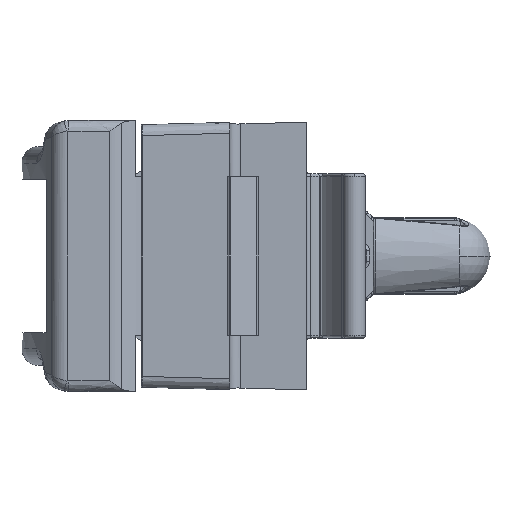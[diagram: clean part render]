
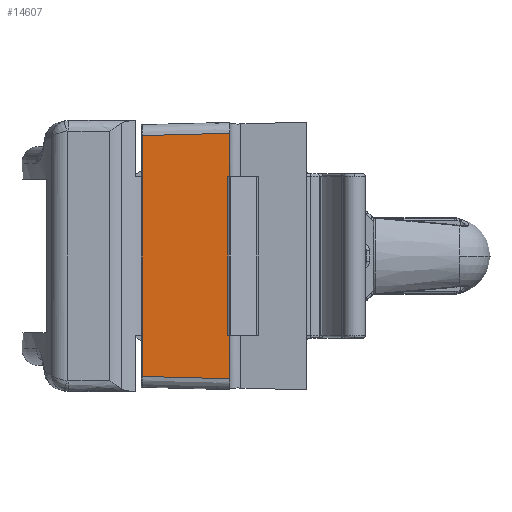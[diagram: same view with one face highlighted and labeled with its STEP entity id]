
A CAD part, left-side view. The second image highlights one B-rep face of the part: STEP entity #14607.
In plain terms, the highlighted planar face has unit normal (-1, 0, 0).
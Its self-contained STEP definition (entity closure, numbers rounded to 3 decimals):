
#488 = FACE_OUTER_BOUND ( 'NONE', #12915, .T. ) ;
#2806 = CARTESIAN_POINT ( 'NONE',  ( -20., 33.285, 10. ) ) ;
#2810 = PLANE ( 'NONE',  #3332 ) ;
#2812 = DIRECTION ( 'NONE',  ( -1., 0., 0. ) ) ;
#2813 = DIRECTION ( 'NONE',  ( 0., -1., 0. ) ) ;
#3332 = AXIS2_PLACEMENT_3D ( 'NONE', #2806, #2812, #2813 ) ;
#6101 = LINE ( 'NONE', #6635, #6117 ) ;
#6112 = LINE ( 'NONE', #6632, #6115 ) ;
#6114 = LINE ( 'NONE', #6646, #6119 ) ;
#6115 = VECTOR ( 'NONE', #6633, 1000. ) ;
#6117 = VECTOR ( 'NONE', #6645, 1000. ) ;
#6118 = LINE ( 'NONE', #6648, #6121 ) ;
#6119 = VECTOR ( 'NONE', #6647, 1000. ) ;
#6121 = VECTOR ( 'NONE', #6649, 1000. ) ;
#6616 = CARTESIAN_POINT ( 'NONE',  ( -20., 5.999, 11.198 ) ) ;
#6617 = CARTESIAN_POINT ( 'NONE',  ( -20., 5., 11.224 ) ) ;
#6632 = CARTESIAN_POINT ( 'NONE',  ( -20., 5., -7.287 ) ) ;
#6633 = DIRECTION ( 'NONE',  ( 0., 0., -1. ) ) ;
#6634 = CARTESIAN_POINT ( 'NONE',  ( -20., 13.017, -11.014 ) ) ;
#6635 = CARTESIAN_POINT ( 'NONE',  ( -20., 13.017, 10. ) ) ;
#6636 = CARTESIAN_POINT ( 'NONE',  ( -20., 12.384, -11.03 ) ) ;
#6637 = CARTESIAN_POINT ( 'NONE',  ( -20., 6.998, 11.172 ) ) ;
#6638 = CARTESIAN_POINT ( 'NONE',  ( -20., 7.997, 11.146 ) ) ;
#6639 = CARTESIAN_POINT ( 'NONE',  ( -20., 9.048, 11.118 ) ) ;
#6640 = CARTESIAN_POINT ( 'NONE',  ( -20., 10.1, 11.09 ) ) ;
#6641 = CARTESIAN_POINT ( 'NONE',  ( -20., 11.152, 11.063 ) ) ;
#6642 = CARTESIAN_POINT ( 'NONE',  ( -20., 11.773, 11.046 ) ) ;
#6643 = CARTESIAN_POINT ( 'NONE',  ( -20., 12.395, 11.03 ) ) ;
#6644 = CARTESIAN_POINT ( 'NONE',  ( -20., 13.017, 11.014 ) ) ;
#6645 = DIRECTION ( 'NONE',  ( 0., 0., -1. ) ) ;
#6646 = CARTESIAN_POINT ( 'NONE',  ( -20., 13.017, 10. ) ) ;
#6647 = DIRECTION ( 'NONE',  ( 0., 0., -1. ) ) ;
#6648 = CARTESIAN_POINT ( 'NONE',  ( -20., 13.017, 10. ) ) ;
#6649 = DIRECTION ( 'NONE',  ( 0., 0., -1. ) ) ;
#6652 = CARTESIAN_POINT ( 'NONE',  ( -20., 11.75, -11.047 ) ) ;
#6653 = CARTESIAN_POINT ( 'NONE',  ( -20., 11.117, -11.064 ) ) ;
#6654 = CARTESIAN_POINT ( 'NONE',  ( -20., 9.078, -11.117 ) ) ;
#6655 = CARTESIAN_POINT ( 'NONE',  ( -20., 7.039, -11.171 ) ) ;
#6656 = CARTESIAN_POINT ( 'NONE',  ( -20., 5., -11.224 ) ) ;
#7289 = B_SPLINE_CURVE_WITH_KNOTS ( 'NONE', 3,
 ( #6617, #6616, #6637, #6638, #6639, #6640, #6641, #6642, #6643, #6644 ),
 .UNSPECIFIED., .F., .F.,
 ( 4, 3, 3, 4 ),
 ( 0.007, 0.01, 0.013, 0.015 ),
 .UNSPECIFIED. ) ;
#7290 = B_SPLINE_CURVE_WITH_KNOTS ( 'NONE', 3,
 ( #6634, #6636, #6652, #6653, #6654, #6655, #6656 ),
 .UNSPECIFIED., .F., .F.,
 ( 4, 3, 4 ),
 ( 0., 0.002, 0.008 ),
 .UNSPECIFIED. ) ;
#8965 = VERTEX_POINT ( 'NONE', #20426 ) ;
#8970 = VERTEX_POINT ( 'NONE', #20431 ) ;
#8976 = VERTEX_POINT ( 'NONE', #20437 ) ;
#8977 = VERTEX_POINT ( 'NONE', #20438 ) ;
#8978 = VERTEX_POINT ( 'NONE', #20439 ) ;
#8979 = VERTEX_POINT ( 'NONE', #20440 ) ;
#12915 = EDGE_LOOP ( 'NONE', ( #16064, #16065, #16066, #16067, #16068, #16069 ) ) ;
#14607 = ADVANCED_FACE ( 'NONE', ( #488 ), #2810, .T. ) ;
#15438 = EDGE_CURVE ( 'NONE', #8970, #8965, #6112, .T. ) ;
#15439 = EDGE_CURVE ( 'NONE', #8970, #8976, #7289, .T. ) ;
#15440 = EDGE_CURVE ( 'NONE', #8976, #8977, #6101, .T. ) ;
#15441 = EDGE_CURVE ( 'NONE', #8977, #8978, #6114, .T. ) ;
#15442 = EDGE_CURVE ( 'NONE', #8978, #8979, #6118, .T. ) ;
#15443 = EDGE_CURVE ( 'NONE', #8979, #8965, #7290, .T. ) ;
#16064 = ORIENTED_EDGE ( 'NONE', *, *, #15438, .F. ) ;
#16065 = ORIENTED_EDGE ( 'NONE', *, *, #15439, .T. ) ;
#16066 = ORIENTED_EDGE ( 'NONE', *, *, #15440, .T. ) ;
#16067 = ORIENTED_EDGE ( 'NONE', *, *, #15441, .T. ) ;
#16068 = ORIENTED_EDGE ( 'NONE', *, *, #15442, .T. ) ;
#16069 = ORIENTED_EDGE ( 'NONE', *, *, #15443, .T. ) ;
#20426 = CARTESIAN_POINT ( 'NONE',  ( -20., 5., -11.224 ) ) ;
#20431 = CARTESIAN_POINT ( 'NONE',  ( -20., 5., 11.224 ) ) ;
#20437 = CARTESIAN_POINT ( 'NONE',  ( -20., 13.017, 11.014 ) ) ;
#20438 = CARTESIAN_POINT ( 'NONE',  ( -20., 13.017, 10. ) ) ;
#20439 = CARTESIAN_POINT ( 'NONE',  ( -20., 13.017, -10. ) ) ;
#20440 = CARTESIAN_POINT ( 'NONE',  ( -20., 13.017, -11.014 ) ) ;
